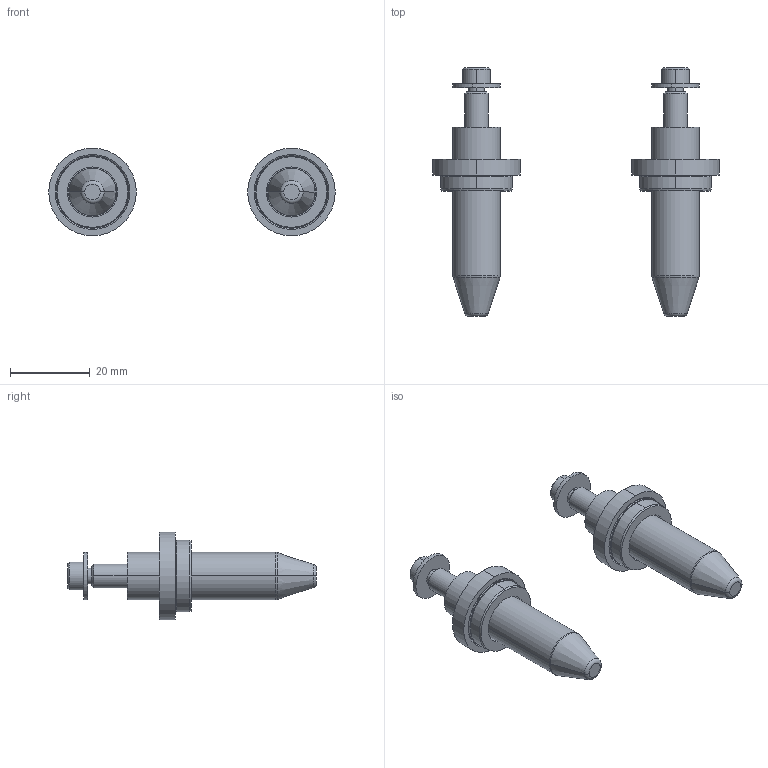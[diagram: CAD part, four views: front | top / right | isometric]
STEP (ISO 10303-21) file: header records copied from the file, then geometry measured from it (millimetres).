
FILE_DESCRIPTION (( 'STEP AP214' ), '1' );
FILE_NAME ('INGUN_111458.STEP', '2021-11-08T08:20:38', ( '' ), ( '' ), 'SwSTEP 2.0', 'SolidWorks 2018', '' );
FILE_SCHEMA (( 'AUTOMOTIVE_DESIGN' ));
Length unit declared in the file: millimetre
Products named in the file (6): 103253~1_S; 29371~0; DIN912~n_M04,0x010; 3283~0; 110567~1_S; INGUN_111458
Assembly tree (9 placements, depth 3):
  INGUN_111458
    103253~1_S  x2
      29371~0
    DIN912~n_M04,0x010  x2
    3283~0  x2
    110567~1_S  x2
Bounding box: 72 x 62.5 x 22 mm (x, y, z)
Volume: 13725.3 mm3; surface area: 8008.4 mm2
Topology: 8 solids, 8 shells, 160 faces, 346 edges, 210 vertices
Faces by surface type: cylinder 78, cone 36, plane 26, torus 20
Entity records: 2479 total; most frequent: DIRECTION 471, CARTESIAN_POINT 369, ORIENTED_EDGE 342, AXIS2_PLACEMENT_3D 207, EDGE_CURVE 171, CIRCLE 114, VERTEX_POINT 105, EDGE_LOOP 90
